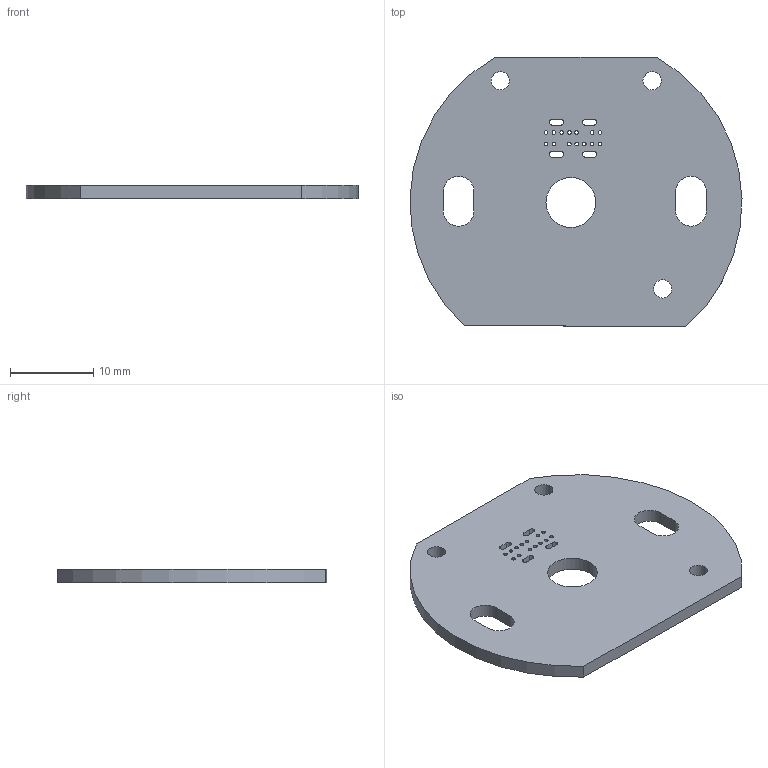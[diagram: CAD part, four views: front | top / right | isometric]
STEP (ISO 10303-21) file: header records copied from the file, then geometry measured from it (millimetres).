
FILE_DESCRIPTION(('KiCad electronic assembly'),'2;1');
FILE_NAME('Pump PCB.step','2023-09-05T22:01:27',('Pcbnew'),('Kicad'), 'Open CASCADE STEP processor 7.6','KiCad to STEP converter','Unknown' );
FILE_SCHEMA(('AUTOMOTIVE_DESIGN { 1 0 10303 214 1 1 1 1 }'));
Length unit declared in the file: millimetre
Products named in the file (2): Pump PCB 1; _autosave-Pump PCB PCB
Assembly tree (1 placements, depth 2):
  Pump PCB 1
    _autosave-Pump PCB PCB
Bounding box: 39.99 x 32.5 x 1.6 mm (x, y, z)
Volume: 1673.3 mm3; surface area: 2461.1 mm2
Topology: 1 solids, 1 shells, 48 faces, 138 edges, 92 vertices
Faces by surface type: cylinder 32, plane 16
Full cylindrical faces by diameter (mm): 0.45 x14, 2.2 x3, 6 x1
Entity records: 3735 total; most frequent: CARTESIAN_POINT 940, DIRECTION 514, LINE 286, VECTOR 286, ORIENTED_EDGE 276, PCURVE 276, DEFINITIONAL_REPRESENTATION 276, EDGE_CURVE 138
